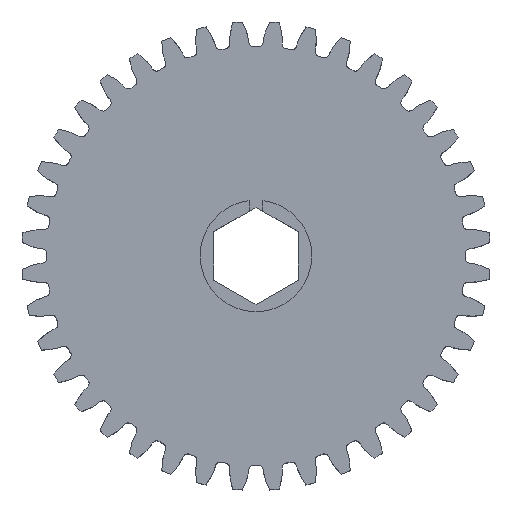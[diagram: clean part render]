
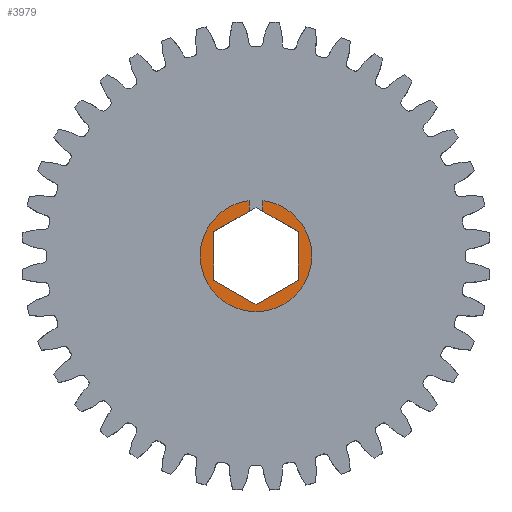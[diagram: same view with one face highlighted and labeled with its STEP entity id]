
A CAD part, top view. The second image highlights one B-rep face of the part: STEP entity #3979.
In plain terms, the highlighted planar face has unit normal (0, 0, 1).
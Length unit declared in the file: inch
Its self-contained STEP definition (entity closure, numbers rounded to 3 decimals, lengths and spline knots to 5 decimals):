
#65 = ORIENTED_EDGE ( 'NONE', *, *, #13125, .F. ) ;
#371 = DIRECTION ( 'NONE',  ( -0.866, 0.5, 0. ) ) ;
#524 = DIRECTION ( 'NONE',  ( -0.866, -0.5, 0. ) ) ;
#993 = CARTESIAN_POINT ( 'NONE',  ( 0., 0., 0.249 ) ) ;
#1034 = ORIENTED_EDGE ( 'NONE', *, *, #2307, .F. ) ;
#1084 = EDGE_CURVE ( 'NONE', #10964, #4963, #5522, .T. ) ;
#1260 = VECTOR ( 'NONE', #524, 39.37008 ) ;
#1287 = ORIENTED_EDGE ( 'NONE', *, *, #10947, .F. ) ;
#1492 = AXIS2_PLACEMENT_3D ( 'NONE', #4386, #2698, #13059 ) ;
#1533 = ORIENTED_EDGE ( 'NONE', *, *, #12701, .F. ) ;
#1692 = CARTESIAN_POINT ( 'NONE',  ( -0.03125, 0.19962, 0.249 ) ) ;
#1809 = VERTEX_POINT ( 'NONE', #11008 ) ;
#2307 = EDGE_CURVE ( 'NONE', #13599, #8805, #4811, .T. ) ;
#2433 = VERTEX_POINT ( 'NONE', #3518 ) ;
#2510 = LINE ( 'NONE', #15426, #16179 ) ;
#2698 = DIRECTION ( 'NONE',  ( 0., 0., 1. ) ) ;
#2709 = ORIENTED_EDGE ( 'NONE', *, *, #1084, .F. ) ;
#2832 = DIRECTION ( 'NONE',  ( -1., 0., 0. ) ) ;
#3074 = CARTESIAN_POINT ( 'NONE',  ( 0.1885, -0.10883, 0.249 ) ) ;
#3104 = CARTESIAN_POINT ( 'NONE',  ( -0.1885, 0.10883, 0.249 ) ) ;
#3108 = VERTEX_POINT ( 'NONE', #3074 ) ;
#3300 = DIRECTION ( 'NONE',  ( 0.866, -0.5, 0. ) ) ;
#3327 = DIRECTION ( 'NONE',  ( 0., -1., 0. ) ) ;
#3518 = CARTESIAN_POINT ( 'NONE',  ( -0.03125, 0.24804, 0.249 ) ) ;
#3807 = DIRECTION ( 'NONE',  ( -1., 0., 0. ) ) ;
#3979 = ADVANCED_FACE ( 'NONE', ( #12125 ), #16027, .T. ) ;
#4109 = CARTESIAN_POINT ( 'NONE',  ( 0., -0.21766, 0.249 ) ) ;
#4386 = CARTESIAN_POINT ( 'NONE',  ( 0., 0., 0.249 ) ) ;
#4542 = DIRECTION ( 'NONE',  ( 0.866, 0.5, 0. ) ) ;
#4608 = VERTEX_POINT ( 'NONE', #15546 ) ;
#4625 = CARTESIAN_POINT ( 'NONE',  ( 0., -0.21766, 0.249 ) ) ;
#4762 = VECTOR ( 'NONE', #371, 39.37008 ) ;
#4811 = LINE ( 'NONE', #5847, #10980 ) ;
#4963 = VERTEX_POINT ( 'NONE', #5713 ) ;
#5267 = ORIENTED_EDGE ( 'NONE', *, *, #5737, .F. ) ;
#5321 = DIRECTION ( 'NONE',  ( 0., 1., 0. ) ) ;
#5474 = CARTESIAN_POINT ( 'NONE',  ( 0.1885, -0.10883, 0.249 ) ) ;
#5522 = CIRCLE ( 'NONE', #12036, 0.25 ) ;
#5547 = EDGE_CURVE ( 'NONE', #4963, #4608, #6367, .T. ) ;
#5636 = LINE ( 'NONE', #8182, #4762 ) ;
#5713 = CARTESIAN_POINT ( 'NONE',  ( 0.25, 0., 0.249 ) ) ;
#5716 = EDGE_LOOP ( 'NONE', ( #1533, #1287, #8118, #2709, #11817, #10919, #5267, #65, #1034, #10235, #11228 ) ) ;
#5737 = EDGE_CURVE ( 'NONE', #3108, #1809, #14660, .T. ) ;
#5847 = CARTESIAN_POINT ( 'NONE',  ( -0.1885, -0.10883, 0.249 ) ) ;
#6367 = CIRCLE ( 'NONE', #8273, 0.25 ) ;
#6446 = DIRECTION ( 'NONE',  ( 0., 0., -1. ) ) ;
#6590 = VECTOR ( 'NONE', #3327, 39.37008 ) ;
#6725 = LINE ( 'NONE', #10621, #1260 ) ;
#6747 = VERTEX_POINT ( 'NONE', #1692 ) ;
#6914 = CARTESIAN_POINT ( 'NONE',  ( 0.03125, 0.24804, 0.249 ) ) ;
#6940 = CARTESIAN_POINT ( 'NONE',  ( 0.03125, 0.07434, 0.249 ) ) ;
#7001 = CARTESIAN_POINT ( 'NONE',  ( 0., 0., 0.249 ) ) ;
#7182 = LINE ( 'NONE', #4625, #10205 ) ;
#8118 = ORIENTED_EDGE ( 'NONE', *, *, #5547, .F. ) ;
#8182 = CARTESIAN_POINT ( 'NONE',  ( 0.1885, 0.10883, 0.249 ) ) ;
#8273 = AXIS2_PLACEMENT_3D ( 'NONE', #993, #8803, #16696 ) ;
#8302 = AXIS2_PLACEMENT_3D ( 'NONE', #7001, #13280, #2832 ) ;
#8512 = CARTESIAN_POINT ( 'NONE',  ( -0.1885, 0.10883, 0.249 ) ) ;
#8803 = DIRECTION ( 'NONE',  ( 0., 0., -1. ) ) ;
#8805 = VERTEX_POINT ( 'NONE', #4109 ) ;
#9052 = DIRECTION ( 'NONE',  ( 0., -1., 0. ) ) ;
#9106 = CIRCLE ( 'NONE', #8302, 0.25 ) ;
#9916 = EDGE_CURVE ( 'NONE', #12426, #10964, #15766, .T. ) ;
#10205 = VECTOR ( 'NONE', #4542, 39.37008 ) ;
#10235 = ORIENTED_EDGE ( 'NONE', *, *, #16336, .F. ) ;
#10434 = CARTESIAN_POINT ( 'NONE',  ( 0., 0., 0.249 ) ) ;
#10621 = CARTESIAN_POINT ( 'NONE',  ( 0., 0.21766, 0.249 ) ) ;
#10638 = CARTESIAN_POINT ( 'NONE',  ( -0.1885, -0.10883, 0.249 ) ) ;
#10850 = EDGE_CURVE ( 'NONE', #1809, #12426, #5636, .T. ) ;
#10919 = ORIENTED_EDGE ( 'NONE', *, *, #10850, .F. ) ;
#10947 = EDGE_CURVE ( 'NONE', #4608, #2433, #9106, .T. ) ;
#10964 = VERTEX_POINT ( 'NONE', #6914 ) ;
#10970 = LINE ( 'NONE', #8512, #6590 ) ;
#10980 = VECTOR ( 'NONE', #3300, 39.37008 ) ;
#11008 = CARTESIAN_POINT ( 'NONE',  ( 0.1885, 0.10883, 0.249 ) ) ;
#11228 = ORIENTED_EDGE ( 'NONE', *, *, #14821, .F. ) ;
#11817 = ORIENTED_EDGE ( 'NONE', *, *, #9916, .F. ) ;
#12036 = AXIS2_PLACEMENT_3D ( 'NONE', #10434, #6446, #3807 ) ;
#12125 = FACE_OUTER_BOUND ( 'NONE', #5716, .T. ) ;
#12426 = VERTEX_POINT ( 'NONE', #13402 ) ;
#12701 = EDGE_CURVE ( 'NONE', #2433, #6747, #2510, .T. ) ;
#13059 = DIRECTION ( 'NONE',  ( 1., 0., 0. ) ) ;
#13125 = EDGE_CURVE ( 'NONE', #8805, #3108, #7182, .T. ) ;
#13254 = VERTEX_POINT ( 'NONE', #3104 ) ;
#13280 = DIRECTION ( 'NONE',  ( 0., 0., -1. ) ) ;
#13402 = CARTESIAN_POINT ( 'NONE',  ( 0.03125, 0.19962, 0.249 ) ) ;
#13599 = VERTEX_POINT ( 'NONE', #10638 ) ;
#13727 = VECTOR ( 'NONE', #5321, 39.37008 ) ;
#14660 = LINE ( 'NONE', #5474, #15857 ) ;
#14821 = EDGE_CURVE ( 'NONE', #6747, #13254, #6725, .T. ) ;
#15426 = CARTESIAN_POINT ( 'NONE',  ( -0.03125, 0.07434, 0.249 ) ) ;
#15546 = CARTESIAN_POINT ( 'NONE',  ( -0.25, 0., 0.249 ) ) ;
#15766 = LINE ( 'NONE', #6940, #13727 ) ;
#15841 = DIRECTION ( 'NONE',  ( 0., 1., 0. ) ) ;
#15857 = VECTOR ( 'NONE', #15841, 39.37008 ) ;
#16027 = PLANE ( 'NONE',  #1492 ) ;
#16179 = VECTOR ( 'NONE', #9052, 39.37008 ) ;
#16336 = EDGE_CURVE ( 'NONE', #13254, #13599, #10970, .T. ) ;
#16696 = DIRECTION ( 'NONE',  ( -1., 0., 0. ) ) ;
